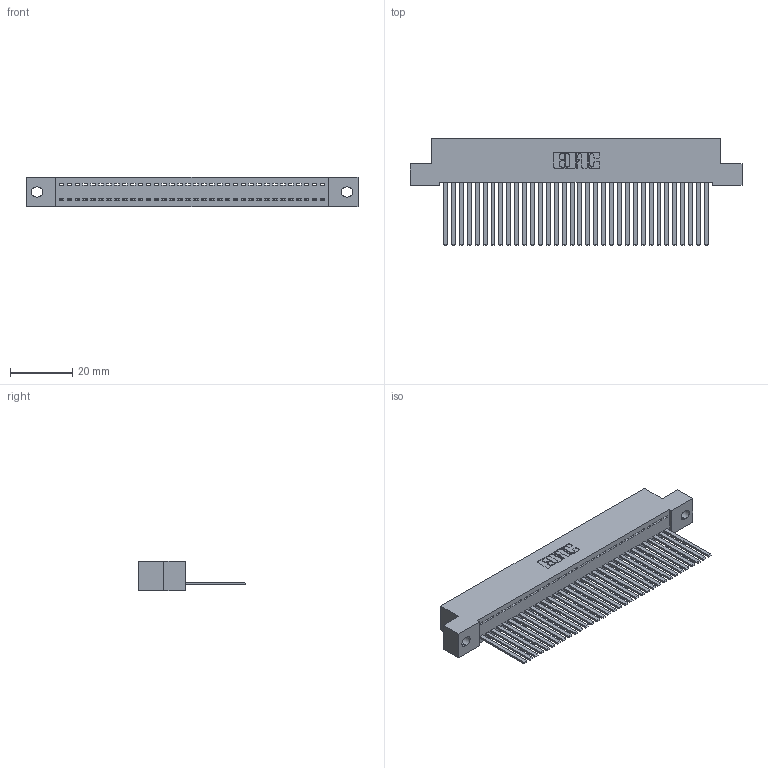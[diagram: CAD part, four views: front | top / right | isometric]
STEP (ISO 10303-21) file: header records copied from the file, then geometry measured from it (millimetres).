
FILE_DESCRIPTION (( 'STEP AP203' ), '1' );
FILE_NAME ('392-034-544-102.STEP', '2018-08-16T01:50:30', ( '' ), ( '' ), 'SwSTEP 2.0', 'SolidWorks 2016', '' );
FILE_SCHEMA (( 'CONFIG_CONTROL_DESIGN' ));
Length unit declared in the file: inch
Products named in the file (3): 345-292-001_345-293-144; 392-034-544-102; 342 Part_.128 Slot
Assembly tree (35 placements, depth 2):
  392-034-544-102
    342 Part_.128 Slot
    345-292-001_345-293-144  x34
Bounding box: 106.68 x 34.3 x 9.4 mm (x, y, z)
Volume: 9665.9 mm3; surface area: 14924.8 mm2
Topology: 35 solids, 35 shells, 1882 faces, 5683 edges, 3742 vertices
Faces by surface type: plane 1362, cylinder 520
Entity records: 21639 total; most frequent: CARTESIAN_POINT 3740, ORIENTED_EDGE 3710, DIRECTION 3167, EDGE_CURVE 1855, LINE 1731, VECTOR 1731, VERTEX_POINT 1234, AXIS2_PLACEMENT_3D 718
